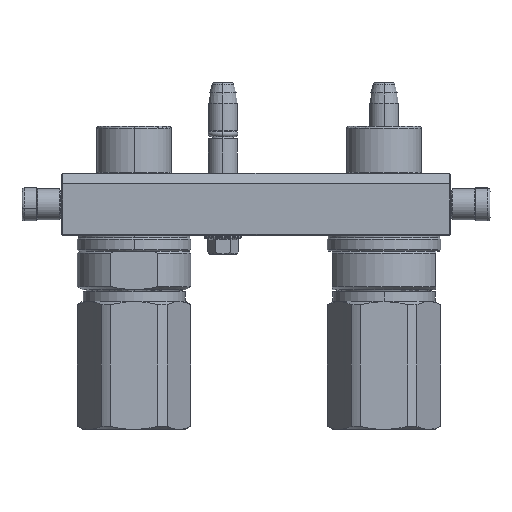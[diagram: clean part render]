
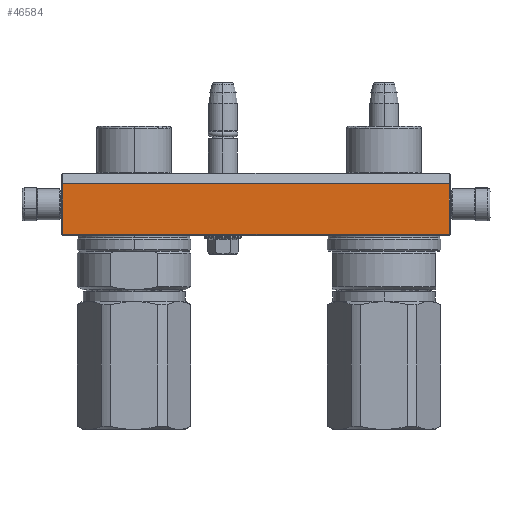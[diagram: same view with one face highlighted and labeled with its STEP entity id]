
A CAD part, left-side view. The second image highlights one B-rep face of the part: STEP entity #46584.
In plain terms, the highlighted face is planar.
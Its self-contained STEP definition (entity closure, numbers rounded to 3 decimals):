
#1578 = AXIS2_PLACEMENT_3D ( 'NONE', #45067, #54195, #30295 ) ;
#3346 = DIRECTION ( 'NONE',  ( -1., 0., 0. ) ) ;
#3351 = CARTESIAN_POINT ( 'NONE',  ( 93.5, 5., -45. ) ) ;
#3648 = CARTESIAN_POINT ( 'NONE',  ( 93.5, 5., -45. ) ) ;
#8530 = LINE ( 'NONE', #27460, #59953 ) ;
#12210 = EDGE_CURVE ( 'NONE', #41238, #13125, #34011, .T. ) ;
#12984 = EDGE_CURVE ( 'NONE', #41238, #27977, #44430, .T. ) ;
#13125 = VERTEX_POINT ( 'NONE', #33261 ) ;
#15454 = VECTOR ( 'NONE', #51058, 1000. ) ;
#17980 = ORIENTED_EDGE ( 'NONE', *, *, #12984, .F. ) ;
#20508 = ORIENTED_EDGE ( 'NONE', *, *, #42075, .T. ) ;
#20755 = LINE ( 'NONE', #46151, #15454 ) ;
#20888 = VERTEX_POINT ( 'NONE', #35260 ) ;
#22049 = DIRECTION ( 'NONE',  ( 0., 1., 0. ) ) ;
#27009 = EDGE_CURVE ( 'NONE', #27977, #20888, #8530, .T. ) ;
#27460 = CARTESIAN_POINT ( 'NONE',  ( 93.5, 29.5, -45. ) ) ;
#27669 = DIRECTION ( 'NONE',  ( -1., 0., 0. ) ) ;
#27977 = VERTEX_POINT ( 'NONE', #45745 ) ;
#30295 = DIRECTION ( 'NONE',  ( -1., 0., 0. ) ) ;
#31597 = VECTOR ( 'NONE', #22049, 1000. ) ;
#33261 = CARTESIAN_POINT ( 'NONE',  ( -93.5, 5., -45. ) ) ;
#34011 = LINE ( 'NONE', #3351, #41579 ) ;
#35260 = CARTESIAN_POINT ( 'NONE',  ( -93.5, 29.5, -45. ) ) ;
#37322 = EDGE_LOOP ( 'NONE', ( #20508, #59100, #17980, #51796 ) ) ;
#41238 = VERTEX_POINT ( 'NONE', #45736 ) ;
#41579 = VECTOR ( 'NONE', #27669, 1000. ) ;
#42075 = EDGE_CURVE ( 'NONE', #13125, #20888, #20755, .T. ) ;
#44430 = LINE ( 'NONE', #3648, #31597 ) ;
#45067 = CARTESIAN_POINT ( 'NONE',  ( 94., 0., -45. ) ) ;
#45736 = CARTESIAN_POINT ( 'NONE',  ( 93.5, 5., -45. ) ) ;
#45745 = CARTESIAN_POINT ( 'NONE',  ( 93.5, 29.5, -45. ) ) ;
#46151 = CARTESIAN_POINT ( 'NONE',  ( -93.5, 5., -45. ) ) ;
#46584 = ADVANCED_FACE ( 'NONE', ( #56625 ), #58867, .T. ) ;
#51058 = DIRECTION ( 'NONE',  ( 0., 1., 0. ) ) ;
#51796 = ORIENTED_EDGE ( 'NONE', *, *, #12210, .T. ) ;
#54195 = DIRECTION ( 'NONE',  ( 0., 0., -1. ) ) ;
#56625 = FACE_OUTER_BOUND ( 'NONE', #37322, .T. ) ;
#58867 = PLANE ( 'NONE',  #1578 ) ;
#59100 = ORIENTED_EDGE ( 'NONE', *, *, #27009, .F. ) ;
#59953 = VECTOR ( 'NONE', #3346, 1000. ) ;
